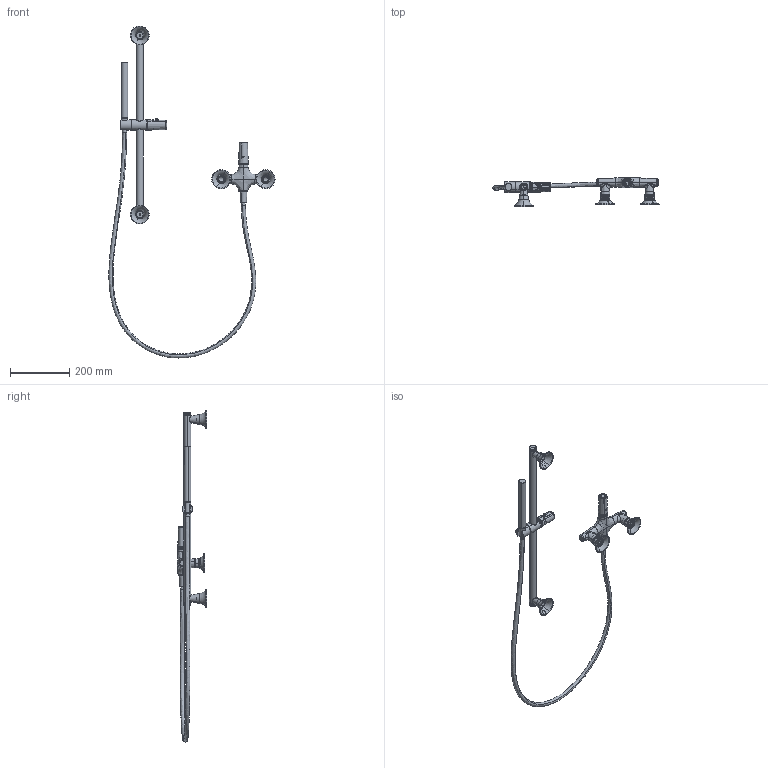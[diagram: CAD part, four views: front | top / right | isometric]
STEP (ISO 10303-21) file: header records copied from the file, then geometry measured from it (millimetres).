
FILE_DESCRIPTION(('CATIA V5 STEP Exchange'),'2;1');
FILE_NAME('VI 00046 4 MonoDoccia con saliscendi.stp','2018-11-19T08:47:53+00:00',('none'),('none'),'Version 5-6 Release 2013','CATIA V5 STEP AP203','none');
FILE_SCHEMA(('CONFIG_CONTROL_DESIGN'));
Products named in the file (1): VI 00046 4
Bounding box: 561.2 x 98.5 x 1121.14 mm (x, y, z)
Volume: 625599.4 mm3; surface area: 356679.2 mm2
Topology: 7 solids, 11 shells, 1575 faces, 3639 edges, 2226 vertices
Faces by surface type: cylinder 546, plane 382, torus 216, bspline 193, cone 172, sphere 52, revolution 10, extrusion 4
Entity records: 101639 total; most frequent: CARTESIAN_POINT 71287, ORIENTED_EDGE 7180, DIRECTION 4181, EDGE_CURVE 3590, AXIS2_PLACEMENT_3D 2394, VERTEX_POINT 2226, EDGE_LOOP 1786, ADVANCED_FACE 1575
